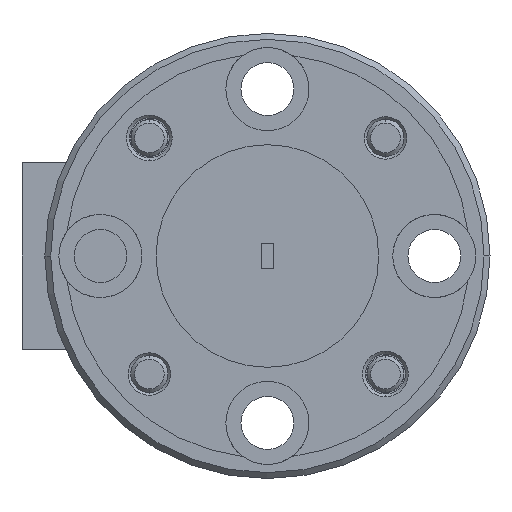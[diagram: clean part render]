
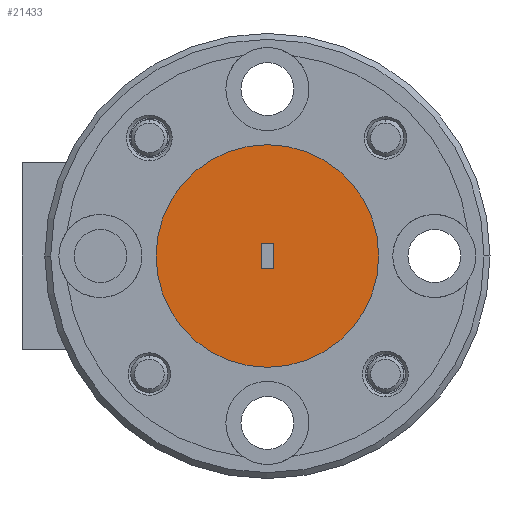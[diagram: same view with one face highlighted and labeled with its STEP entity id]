
A CAD part, left-side view. The second image highlights one B-rep face of the part: STEP entity #21433.
In plain terms, the highlighted planar face has unit normal (-1, 0, 0).
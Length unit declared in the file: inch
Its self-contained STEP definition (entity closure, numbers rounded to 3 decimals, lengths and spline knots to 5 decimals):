
#278 = VECTOR ( 'NONE', #9437, 39.37008 ) ;
#532 = DIRECTION ( 'NONE',  ( 0., -1., 0. ) ) ;
#1315 = AXIS2_PLACEMENT_3D ( 'NONE', #33152, #22856, #6334 ) ;
#1585 = CARTESIAN_POINT ( 'NONE',  ( -1.25, 0., 0. ) ) ;
#1721 = CARTESIAN_POINT ( 'NONE',  ( -1.25, 0.01075, -0.0215 ) ) ;
#4432 = VERTEX_POINT ( 'NONE', #8434 ) ;
#6146 = FACE_BOUND ( 'NONE', #7482, .T. ) ;
#6244 = ORIENTED_EDGE ( 'NONE', *, *, #10671, .F. ) ;
#6334 = DIRECTION ( 'NONE',  ( 0., -1., 0. ) ) ;
#6725 = DIRECTION ( 'NONE',  ( 0., 0., -1. ) ) ;
#7482 = EDGE_LOOP ( 'NONE', ( #32390, #10927, #14715, #6244 ) ) ;
#7965 = VECTOR ( 'NONE', #29853, 39.37008 ) ;
#8434 = CARTESIAN_POINT ( 'NONE',  ( -1.25, 0.01075, 0.0215 ) ) ;
#9437 = DIRECTION ( 'NONE',  ( 0., 0., 1. ) ) ;
#10613 = VECTOR ( 'NONE', #6725, 39.37008 ) ;
#10671 = EDGE_CURVE ( 'NONE', #4432, #12646, #23070, .T. ) ;
#10927 = ORIENTED_EDGE ( 'NONE', *, *, #30844, .F. ) ;
#11457 = AXIS2_PLACEMENT_3D ( 'NONE', #21706, #29166, #15680 ) ;
#11493 = CIRCLE ( 'NONE', #25680, 0.1875 ) ;
#12383 = VERTEX_POINT ( 'NONE', #13223 ) ;
#12646 = VERTEX_POINT ( 'NONE', #21004 ) ;
#13223 = CARTESIAN_POINT ( 'NONE',  ( -1.25, -0.01075, 0.0215 ) ) ;
#13596 = EDGE_CURVE ( 'NONE', #12383, #4432, #29333, .T. ) ;
#14715 = ORIENTED_EDGE ( 'NONE', *, *, #24760, .F. ) ;
#14763 = VERTEX_POINT ( 'NONE', #18092 ) ;
#15096 = DIRECTION ( 'NONE',  ( 1., 0., 0. ) ) ;
#15680 = DIRECTION ( 'NONE',  ( 0., 1., 0. ) ) ;
#16832 = ORIENTED_EDGE ( 'NONE', *, *, #18625, .F. ) ;
#18092 = CARTESIAN_POINT ( 'NONE',  ( -1.25, -0.01075, -0.0215 ) ) ;
#18434 = VERTEX_POINT ( 'NONE', #24111 ) ;
#18625 = EDGE_CURVE ( 'NONE', #18434, #31760, #23400, .T. ) ;
#18687 = ORIENTED_EDGE ( 'NONE', *, *, #22646, .F. ) ;
#19556 = LINE ( 'NONE', #30200, #30686 ) ;
#20362 = FACE_OUTER_BOUND ( 'NONE', #23481, .T. ) ;
#21004 = CARTESIAN_POINT ( 'NONE',  ( -1.25, 0.01075, -0.0215 ) ) ;
#21433 = ADVANCED_FACE ( 'NONE', ( #6146, #20362 ), #25325, .T. ) ;
#21523 = CARTESIAN_POINT ( 'NONE',  ( -1.25, -0.01075, 0.0215 ) ) ;
#21706 = CARTESIAN_POINT ( 'NONE',  ( -1.25, 0., 0. ) ) ;
#22646 = EDGE_CURVE ( 'NONE', #31760, #18434, #11493, .T. ) ;
#22856 = DIRECTION ( 'NONE',  ( -1., 0., 0. ) ) ;
#23070 = LINE ( 'NONE', #1721, #10613 ) ;
#23400 = CIRCLE ( 'NONE', #11457, 0.1875 ) ;
#23465 = DIRECTION ( 'NONE',  ( 0., 1., 0. ) ) ;
#23481 = EDGE_LOOP ( 'NONE', ( #18687, #16832 ) ) ;
#24111 = CARTESIAN_POINT ( 'NONE',  ( -1.25, -0.1875, 0. ) ) ;
#24760 = EDGE_CURVE ( 'NONE', #12646, #14763, #19556, .T. ) ;
#25085 = CARTESIAN_POINT ( 'NONE',  ( -1.25, 0.1875, 0. ) ) ;
#25325 = PLANE ( 'NONE',  #1315 ) ;
#25680 = AXIS2_PLACEMENT_3D ( 'NONE', #1585, #15096, #23465 ) ;
#26440 = CARTESIAN_POINT ( 'NONE',  ( -1.25, -0.01075, -0.0215 ) ) ;
#28264 = LINE ( 'NONE', #26440, #278 ) ;
#29166 = DIRECTION ( 'NONE',  ( 1., 0., 0. ) ) ;
#29333 = LINE ( 'NONE', #21523, #7965 ) ;
#29853 = DIRECTION ( 'NONE',  ( 0., 1., 0. ) ) ;
#30200 = CARTESIAN_POINT ( 'NONE',  ( -1.25, -0.01075, -0.0215 ) ) ;
#30686 = VECTOR ( 'NONE', #532, 39.37008 ) ;
#30844 = EDGE_CURVE ( 'NONE', #14763, #12383, #28264, .T. ) ;
#31760 = VERTEX_POINT ( 'NONE', #25085 ) ;
#32390 = ORIENTED_EDGE ( 'NONE', *, *, #13596, .F. ) ;
#33152 = CARTESIAN_POINT ( 'NONE',  ( -1.25, 0., 0. ) ) ;
